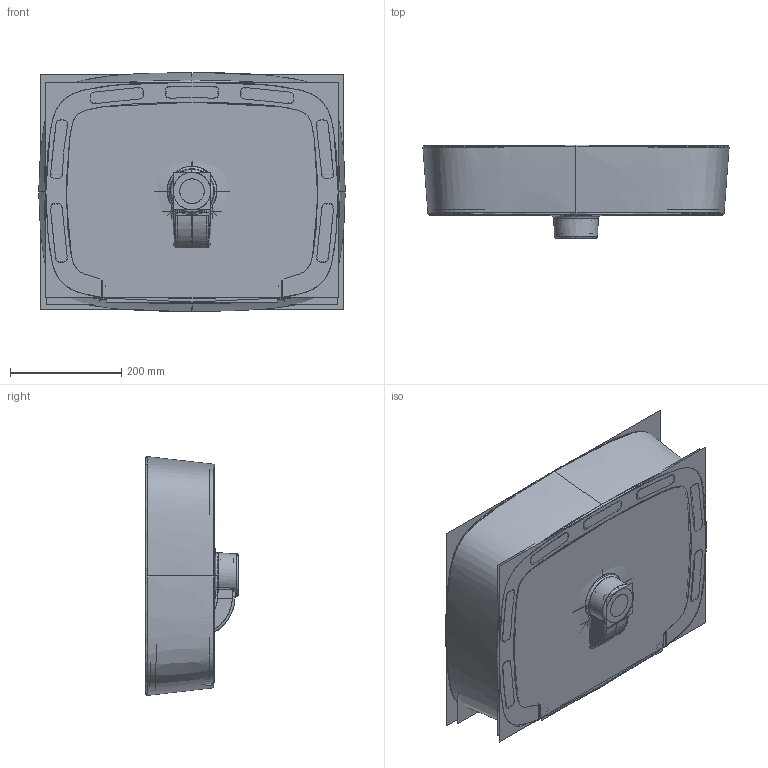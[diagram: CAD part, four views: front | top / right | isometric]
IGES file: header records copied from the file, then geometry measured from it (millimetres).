
Start section: JAMA-IS VERSION  1.0  PTC IGES file: CCAS0618-1080410F0_3D.igs
Global section: file name: CCAS0618-1080410F0_3D.igs; native system: Creo Parametric by PTC Inc.; preprocessor: 2019224; author: 10113209; organization: Unknown; date: 20201120.121241; units: millimetre
Bounding box: 550.61 x 168 x 429.38 mm (x, y, z)
Surface area: 6448997.7 mm2 (no closed solid volume)
Topology: 0 solids, 0 shells, 1210 faces, 18436 edges, 23566 vertices
Faces by surface type: bspline 1210
